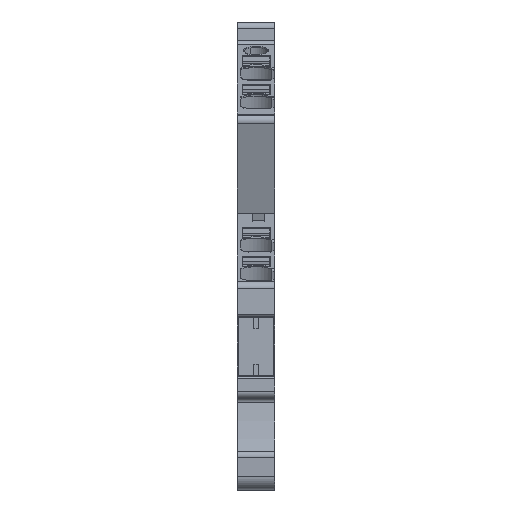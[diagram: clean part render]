
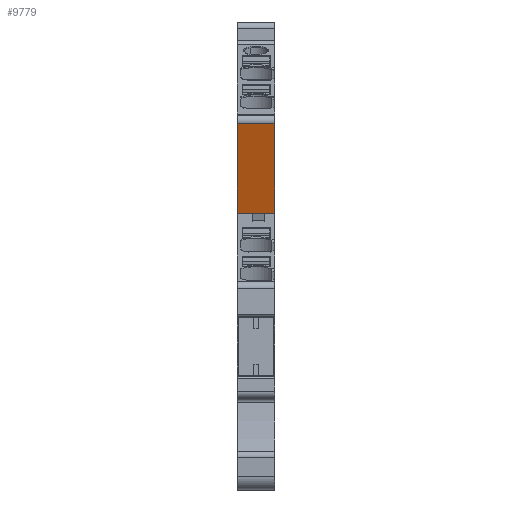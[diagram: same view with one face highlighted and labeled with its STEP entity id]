
A CAD part, front view. The second image highlights one B-rep face of the part: STEP entity #9779.
In plain terms, the highlighted planar face has unit normal (0, -0.94, -0.342).
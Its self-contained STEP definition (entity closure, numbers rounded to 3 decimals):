
#9766=AXIS2_PLACEMENT_3D('Plane Axis2P3D',#9763,#9764,#9765) ;
#1239=CARTESIAN_POINT('Vertex',(5.1,23.41,49.955)) ;
#1242=CARTESIAN_POINT('Line Origine',(5.1,25.633,43.847)) ;
#1246=CARTESIAN_POINT('Vertex',(5.1,27.856,37.739)) ;
#4609=CARTESIAN_POINT('Vertex',(0.,27.856,37.739)) ;
#4612=CARTESIAN_POINT('Line Origine',(0.,25.633,43.847)) ;
#4616=CARTESIAN_POINT('Vertex',(0.,23.41,49.955)) ;
#9750=CARTESIAN_POINT('Line Origine',(2.55,23.41,49.955)) ;
#9763=CARTESIAN_POINT('Axis2P3D Location',(0.,23.41,49.955)) ;
#9768=CARTESIAN_POINT('Line Origine',(2.55,27.856,37.739)) ;
#1243=DIRECTION('Vector Direction',(0.,0.342,-0.94)) ;
#4613=DIRECTION('Vector Direction',(0.,0.342,-0.94)) ;
#9751=DIRECTION('Vector Direction',(1.,0.,0.)) ;
#9764=DIRECTION('Axis2P3D Direction',(0.,-0.94,-0.342)) ;
#9765=DIRECTION('Axis2P3D XDirection',(0.,0.342,-0.94)) ;
#9769=DIRECTION('Vector Direction',(-1.,0.,0.)) ;
#1244=VECTOR('Line Direction',#1243,1.) ;
#4614=VECTOR('Line Direction',#4613,1.) ;
#9752=VECTOR('Line Direction',#9751,1.) ;
#9770=VECTOR('Line Direction',#9769,1.) ;
#9774=ORIENTED_EDGE('',*,*,#9772,.F.) ;
#9775=ORIENTED_EDGE('',*,*,#1248,.F.) ;
#9776=ORIENTED_EDGE('',*,*,#9754,.T.) ;
#9777=ORIENTED_EDGE('',*,*,#4618,.T.) ;
#9779=ADVANCED_FACE('V1',(#9778),#9767,.T.) ;
#1248=EDGE_CURVE('',#1240,#1247,#1245,.T.) ;
#4618=EDGE_CURVE('',#4617,#4610,#4615,.T.) ;
#9754=EDGE_CURVE('',#1240,#4617,#9753,.F.) ;
#9772=EDGE_CURVE('',#1247,#4610,#9771,.T.) ;
#9773=EDGE_LOOP('',(#9774,#9775,#9776,#9777)) ;
#9778=FACE_OUTER_BOUND('',#9773,.T.) ;
#1245=LINE('Line',#1242,#1244) ;
#4615=LINE('Line',#4612,#4614) ;
#9753=LINE('Line',#9750,#9752) ;
#9771=LINE('Line',#9768,#9770) ;
#9767=PLANE('',#9766) ;
#1240=VERTEX_POINT('',#1239) ;
#1247=VERTEX_POINT('',#1246) ;
#4610=VERTEX_POINT('',#4609) ;
#4617=VERTEX_POINT('',#4616) ;
